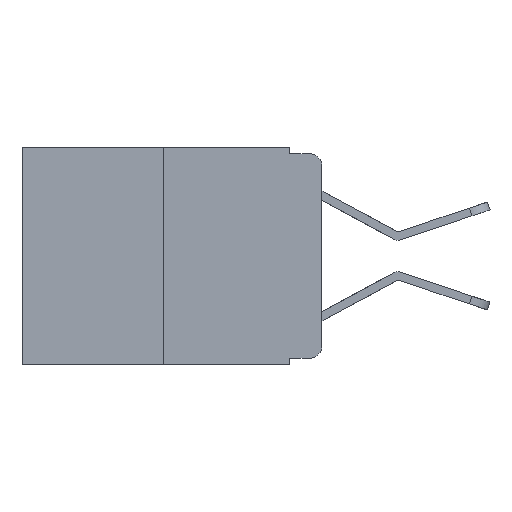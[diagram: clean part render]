
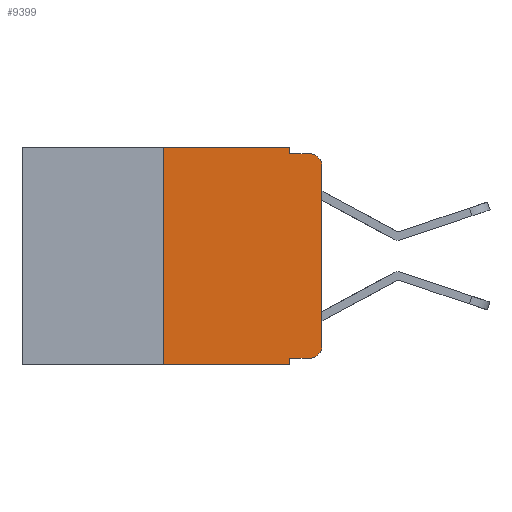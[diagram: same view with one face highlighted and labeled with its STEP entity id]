
A CAD part, left-side view. The second image highlights one B-rep face of the part: STEP entity #9399.
In plain terms, the highlighted planar face has unit normal (-1, 0, 0).
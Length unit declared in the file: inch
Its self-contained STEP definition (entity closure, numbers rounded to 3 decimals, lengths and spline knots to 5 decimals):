
#145 = CARTESIAN_POINT ( 'NONE',  ( 0., 0.473, 0. ) ) ;
#192 = VERTEX_POINT ( 'NONE', #6938 ) ;
#258 = AXIS2_PLACEMENT_3D ( 'NONE', #13678, #8211, #12385 ) ;
#318 = DIRECTION ( 'NONE',  ( 0., 0., 1. ) ) ;
#322 = VERTEX_POINT ( 'NONE', #8327 ) ;
#759 = CARTESIAN_POINT ( 'NONE',  ( 0., 0.02, -0.313 ) ) ;
#837 = DIRECTION ( 'NONE',  ( 0., 0., -1. ) ) ;
#976 = ORIENTED_EDGE ( 'NONE', *, *, #5749, .T. ) ;
#1458 = CARTESIAN_POINT ( 'NONE',  ( 0., 0.051, -0.01 ) ) ;
#1612 = CARTESIAN_POINT ( 'NONE',  ( 0., 0.02, -0.01 ) ) ;
#1634 = VERTEX_POINT ( 'NONE', #13222 ) ;
#1779 = PLANE ( 'NONE',  #2425 ) ;
#1807 = EDGE_CURVE ( 'NONE', #192, #13773, #11259, .T. ) ;
#1959 = VECTOR ( 'NONE', #13260, 39.37008 ) ;
#2112 = VERTEX_POINT ( 'NONE', #4588 ) ;
#2235 = VECTOR ( 'NONE', #3282, 39.37008 ) ;
#2357 = LINE ( 'NONE', #7935, #1959 ) ;
#2425 = AXIS2_PLACEMENT_3D ( 'NONE', #8168, #13765, #6087 ) ;
#2565 = LINE ( 'NONE', #7905, #7455 ) ;
#2568 = ORIENTED_EDGE ( 'NONE', *, *, #8190, .T. ) ;
#2637 = EDGE_CURVE ( 'NONE', #8669, #2112, #12603, .T. ) ;
#2860 = CARTESIAN_POINT ( 'NONE',  ( 0., 0.25, -0.343 ) ) ;
#3197 = VECTOR ( 'NONE', #4578, 39.37008 ) ;
#3282 = DIRECTION ( 'NONE',  ( 0., 0., 1. ) ) ;
#3463 = CARTESIAN_POINT ( 'NONE',  ( 0., 0., 0. ) ) ;
#3539 = VERTEX_POINT ( 'NONE', #2860 ) ;
#4084 = VERTEX_POINT ( 'NONE', #12548 ) ;
#4165 = ORIENTED_EDGE ( 'NONE', *, *, #1807, .F. ) ;
#4578 = DIRECTION ( 'NONE',  ( 0., -1., 0. ) ) ;
#4588 = CARTESIAN_POINT ( 'NONE',  ( 0., 0.02, -0.333 ) ) ;
#4939 = VECTOR ( 'NONE', #10173, 39.37008 ) ;
#5388 = CARTESIAN_POINT ( 'NONE',  ( 0., 0.051, -0.333 ) ) ;
#5520 = LINE ( 'NONE', #13119, #2235 ) ;
#5729 = DIRECTION ( 'NONE',  ( 0., -1., 0. ) ) ;
#5749 = EDGE_CURVE ( 'NONE', #8997, #322, #13302, .T. ) ;
#5815 = ORIENTED_EDGE ( 'NONE', *, *, #5938, .F. ) ;
#5938 = EDGE_CURVE ( 'NONE', #1634, #4084, #12106, .T. ) ;
#6087 = DIRECTION ( 'NONE',  ( 0., 0., -1. ) ) ;
#6178 = ORIENTED_EDGE ( 'NONE', *, *, #6625, .T. ) ;
#6239 = EDGE_LOOP ( 'NONE', ( #976, #6178, #4165, #11700, #5815, #6477, #11889, #9230, #6488, #2568 ) ) ;
#6263 = DIRECTION ( 'NONE',  ( -1., 0., 0. ) ) ;
#6419 = CIRCLE ( 'NONE', #258, 0.02 ) ;
#6477 = ORIENTED_EDGE ( 'NONE', *, *, #12841, .F. ) ;
#6488 = ORIENTED_EDGE ( 'NONE', *, *, #2637, .T. ) ;
#6625 = EDGE_CURVE ( 'NONE', #322, #13773, #6419, .T. ) ;
#6691 = AXIS2_PLACEMENT_3D ( 'NONE', #759, #6263, #837 ) ;
#6938 = CARTESIAN_POINT ( 'NONE',  ( 0., 0.051, -0.01 ) ) ;
#7455 = VECTOR ( 'NONE', #13661, 39.37008 ) ;
#7458 = LINE ( 'NONE', #11839, #11950 ) ;
#7905 = CARTESIAN_POINT ( 'NONE',  ( 0., 0.473, -0.343 ) ) ;
#7935 = CARTESIAN_POINT ( 'NONE',  ( 0., 0.051, 0. ) ) ;
#8168 = CARTESIAN_POINT ( 'NONE',  ( 0., 0.473, 0. ) ) ;
#8190 = EDGE_CURVE ( 'NONE', #2112, #8997, #8731, .T. ) ;
#8211 = DIRECTION ( 'NONE',  ( -1., 0., 0. ) ) ;
#8327 = CARTESIAN_POINT ( 'NONE',  ( 0., 0., -0.03 ) ) ;
#8516 = EDGE_CURVE ( 'NONE', #4084, #192, #7458, .T. ) ;
#8669 = VERTEX_POINT ( 'NONE', #5388 ) ;
#8731 = CIRCLE ( 'NONE', #6691, 0.02 ) ;
#8997 = VERTEX_POINT ( 'NONE', #9379 ) ;
#9230 = ORIENTED_EDGE ( 'NONE', *, *, #9627, .F. ) ;
#9379 = CARTESIAN_POINT ( 'NONE',  ( 0., 0., -0.313 ) ) ;
#9396 = DIRECTION ( 'NONE',  ( 0., 0., -1. ) ) ;
#9399 = ADVANCED_FACE ( 'NONE', ( #11650 ), #1779, .F. ) ;
#9627 = EDGE_CURVE ( 'NONE', #8669, #10494, #2357, .T. ) ;
#10173 = DIRECTION ( 'NONE',  ( 0., -1., 0. ) ) ;
#10379 = VECTOR ( 'NONE', #5729, 39.37008 ) ;
#10494 = VERTEX_POINT ( 'NONE', #11849 ) ;
#11259 = LINE ( 'NONE', #1458, #4939 ) ;
#11525 = VECTOR ( 'NONE', #318, 39.37008 ) ;
#11650 = FACE_OUTER_BOUND ( 'NONE', #6239, .T. ) ;
#11700 = ORIENTED_EDGE ( 'NONE', *, *, #8516, .F. ) ;
#11839 = CARTESIAN_POINT ( 'NONE',  ( 0., 0.051, 0. ) ) ;
#11849 = CARTESIAN_POINT ( 'NONE',  ( 0., 0.051, -0.343 ) ) ;
#11889 = ORIENTED_EDGE ( 'NONE', *, *, #13762, .T. ) ;
#11950 = VECTOR ( 'NONE', #9396, 39.37008 ) ;
#12106 = LINE ( 'NONE', #145, #3197 ) ;
#12385 = DIRECTION ( 'NONE',  ( 0., 0., -1. ) ) ;
#12548 = CARTESIAN_POINT ( 'NONE',  ( 0., 0.051, 0. ) ) ;
#12603 = LINE ( 'NONE', #13477, #10379 ) ;
#12841 = EDGE_CURVE ( 'NONE', #3539, #1634, #5520, .T. ) ;
#13119 = CARTESIAN_POINT ( 'NONE',  ( 0., 0.25, 0. ) ) ;
#13222 = CARTESIAN_POINT ( 'NONE',  ( 0., 0.25, 0. ) ) ;
#13260 = DIRECTION ( 'NONE',  ( 0., 0., -1. ) ) ;
#13302 = LINE ( 'NONE', #3463, #11525 ) ;
#13477 = CARTESIAN_POINT ( 'NONE',  ( 0., 0.051, -0.333 ) ) ;
#13661 = DIRECTION ( 'NONE',  ( 0., -1., 0. ) ) ;
#13678 = CARTESIAN_POINT ( 'NONE',  ( 0., 0.02, -0.03 ) ) ;
#13762 = EDGE_CURVE ( 'NONE', #3539, #10494, #2565, .T. ) ;
#13765 = DIRECTION ( 'NONE',  ( 1., 0., 0. ) ) ;
#13773 = VERTEX_POINT ( 'NONE', #1612 ) ;
